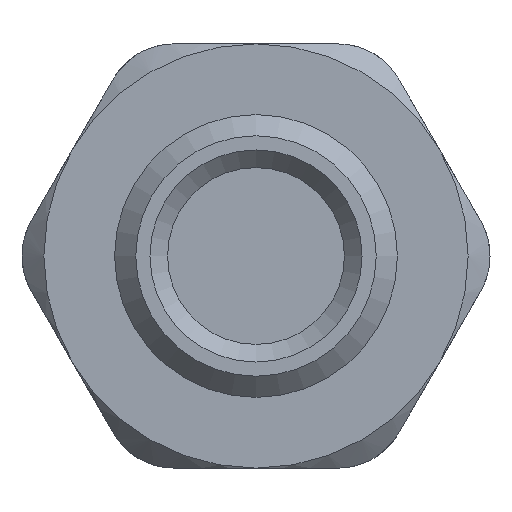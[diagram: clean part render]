
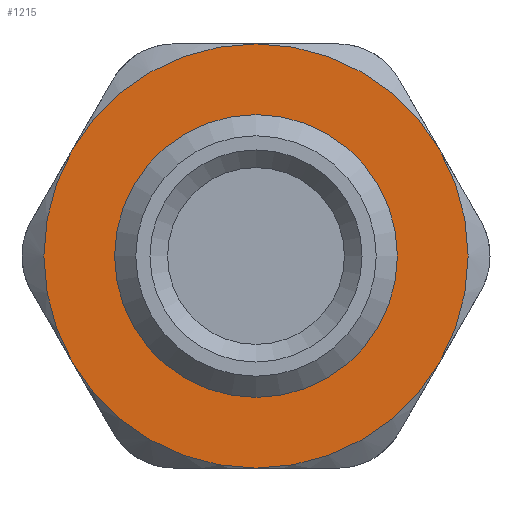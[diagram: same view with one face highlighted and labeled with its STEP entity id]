
A CAD part, front view. The second image highlights one B-rep face of the part: STEP entity #1215.
In plain terms, the highlighted planar face has unit normal (0, -1, 0).
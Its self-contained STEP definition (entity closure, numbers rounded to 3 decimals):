
#163=FACE_BOUND('',#267,.T.);
#190=FACE_OUTER_BOUND('',#266,.T.);
#266=EDGE_LOOP('',(#889,#890,#891,#892,#893,#894));
#267=EDGE_LOOP('',(#895));
#456=CIRCLE('',#1335,6.);
#457=CIRCLE('',#1336,6.);
#458=CIRCLE('',#1337,6.);
#459=CIRCLE('',#1338,6.);
#460=CIRCLE('',#1339,6.);
#461=CIRCLE('',#1340,6.);
#462=CIRCLE('',#1341,4.);
#542=VERTEX_POINT('',#2050);
#543=VERTEX_POINT('',#2051);
#544=VERTEX_POINT('',#2053);
#545=VERTEX_POINT('',#2055);
#546=VERTEX_POINT('',#2057);
#547=VERTEX_POINT('',#2059);
#548=VERTEX_POINT('',#2062);
#669=EDGE_CURVE('',#542,#543,#456,.T.);
#670=EDGE_CURVE('',#543,#544,#457,.T.);
#671=EDGE_CURVE('',#544,#545,#458,.T.);
#672=EDGE_CURVE('',#545,#546,#459,.T.);
#673=EDGE_CURVE('',#546,#547,#460,.T.);
#674=EDGE_CURVE('',#547,#542,#461,.T.);
#675=EDGE_CURVE('',#548,#548,#462,.T.);
#889=ORIENTED_EDGE('',*,*,#669,.T.);
#890=ORIENTED_EDGE('',*,*,#670,.T.);
#891=ORIENTED_EDGE('',*,*,#671,.T.);
#892=ORIENTED_EDGE('',*,*,#672,.T.);
#893=ORIENTED_EDGE('',*,*,#673,.T.);
#894=ORIENTED_EDGE('',*,*,#674,.T.);
#895=ORIENTED_EDGE('',*,*,#675,.F.);
#1100=PLANE('',#1334);
#1215=ADVANCED_FACE('',(#190,#163),#1100,.T.);
#1334=AXIS2_PLACEMENT_3D('',#2049,#1550,#1551);
#1335=AXIS2_PLACEMENT_3D('',#2052,#1552,#1553);
#1336=AXIS2_PLACEMENT_3D('',#2054,#1554,#1555);
#1337=AXIS2_PLACEMENT_3D('',#2056,#1556,#1557);
#1338=AXIS2_PLACEMENT_3D('',#2058,#1558,#1559);
#1339=AXIS2_PLACEMENT_3D('',#2060,#1560,#1561);
#1340=AXIS2_PLACEMENT_3D('',#2061,#1562,#1563);
#1341=AXIS2_PLACEMENT_3D('',#2063,#1564,#1565);
#1550=DIRECTION('center_axis',(0.,-1.,0.));
#1551=DIRECTION('ref_axis',(0.,0.,
1.));
#1552=DIRECTION('center_axis',(0.,-1.,0.));
#1553=DIRECTION('ref_axis',(1.,0.,0.));
#1554=DIRECTION('center_axis',(0.,-1.,0.));
#1555=DIRECTION('ref_axis',(1.,0.,0.));
#1556=DIRECTION('center_axis',(0.,-1.,0.));
#1557=DIRECTION('ref_axis',(1.,0.,0.));
#1558=DIRECTION('center_axis',(0.,-1.,0.));
#1559=DIRECTION('ref_axis',(1.,0.,0.));
#1560=DIRECTION('center_axis',(0.,-1.,0.));
#1561=DIRECTION('ref_axis',(1.,0.,0.));
#1562=DIRECTION('center_axis',(0.,-1.,0.));
#1563=DIRECTION('ref_axis',(1.,0.,0.));
#1564=DIRECTION('center_axis',(0.,-1.,0.));
#1565=DIRECTION('ref_axis',(-1.,0.,0.));
#2049=CARTESIAN_POINT('Origin',(1.353,-6.056,0.));
#2050=CARTESIAN_POINT('',(1.799,-6.056,-3.));
#2051=CARTESIAN_POINT('',(1.799,-6.056,3.));
#2052=CARTESIAN_POINT('Origin',(-3.397,-6.056,0.));
#2053=CARTESIAN_POINT('',(-3.397,-6.056,6.));
#2054=CARTESIAN_POINT('Origin',(-3.397,-6.056,0.));
#2055=CARTESIAN_POINT('',(-8.593,-6.056,3.));
#2056=CARTESIAN_POINT('Origin',(-3.397,-6.056,0.));
#2057=CARTESIAN_POINT('',(-8.593,-6.056,-3.));
#2058=CARTESIAN_POINT('Origin',(-3.397,-6.056,0.));
#2059=CARTESIAN_POINT('',(-3.397,-6.056,-6.));
#2060=CARTESIAN_POINT('Origin',(-3.397,-6.056,0.));
#2061=CARTESIAN_POINT('Origin',(-3.397,-6.056,0.));
#2062=CARTESIAN_POINT('',(0.603,-6.056,0.));
#2063=CARTESIAN_POINT('Origin',(-3.397,-6.056,0.));
